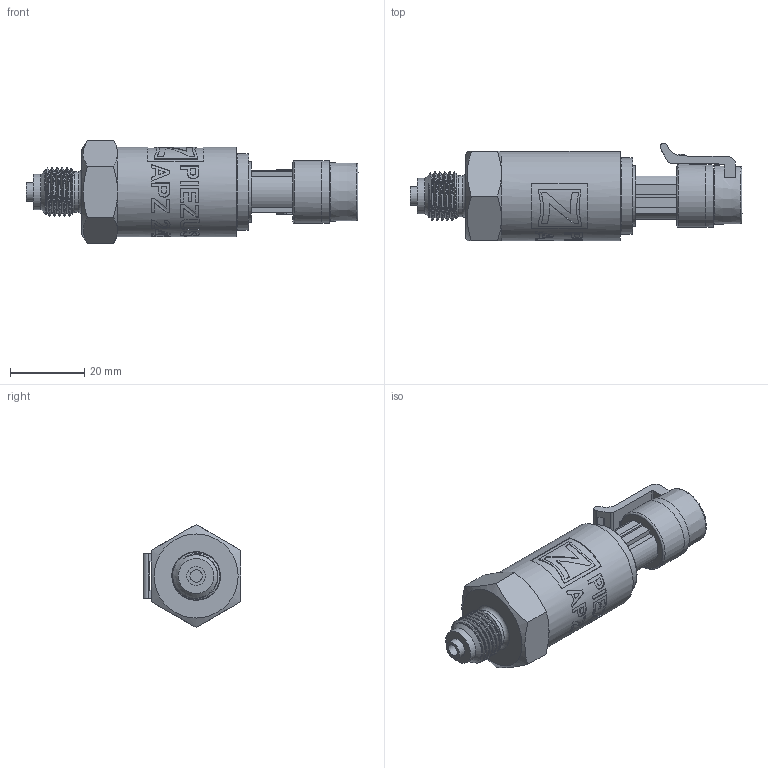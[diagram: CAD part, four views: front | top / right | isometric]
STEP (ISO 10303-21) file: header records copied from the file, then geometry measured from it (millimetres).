
FILE_DESCRIPTION(/* description */ (''),/* implementation_level */ '2;1');
FILE_NAME(/* name */ 'APZ2422_G1''4EN_Packard.step',/* time_stamp */ '2021-07-09T14:54:27+03:00',/* author */ (''),/* organization */ (''),/* preprocessor_version */ 'ST-DEVELOPER v18.1',/* originating_system */ 'Autodesk Translation Framework v10.9.0.1377',/* authorisation */ '');
FILE_SCHEMA (('AUTOMOTIVE_DESIGN { 1 0 10303 214 3 1 1 }'));
Length unit declared in the file: millimetre
Products named in the file (4): (Unsaved); G 1/4 EN; Packard male v12; Packard female v5
Assembly tree (3 placements, depth 2):
  (Unsaved)
    G 1/4 EN
    Packard male v12
    Packard female v5
Bounding box: 89.28 x 26.21 x 27.71 mm (x, y, z)
Volume: 25942.2 mm3; surface area: 12632.9 mm2
Topology: 10 solids, 10 shells, 497 faces, 1283 edges, 851 vertices
Faces by surface type: bspline 224, plane 173, cylinder 64, cone 27, torus 9
Full cylindrical faces by diameter (mm): 1.5 x3, 3.3 x1, 5 x1, 9.5 x1, 10.123 x1, 11 x1, 11.445 x5, 12 x1, 12.623 x2, 13.9 x1, 16.2 x1, 16.9 x1, 18 x2, 18.3 x1, 20 x2, 20.5 x1, 24 x1
Entity records: 24058 total; most frequent: CARTESIAN_POINT 12927, ORIENTED_EDGE 2566, DIRECTION 1722, EDGE_CURVE 1283, VERTEX_POINT 851, LINE 654, VECTOR 654, EDGE_LOOP 554
